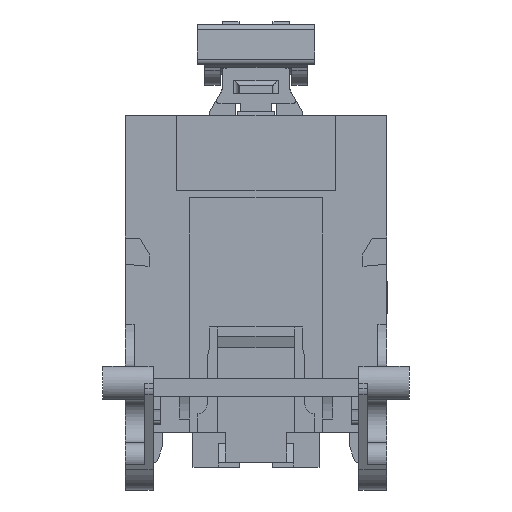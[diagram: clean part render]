
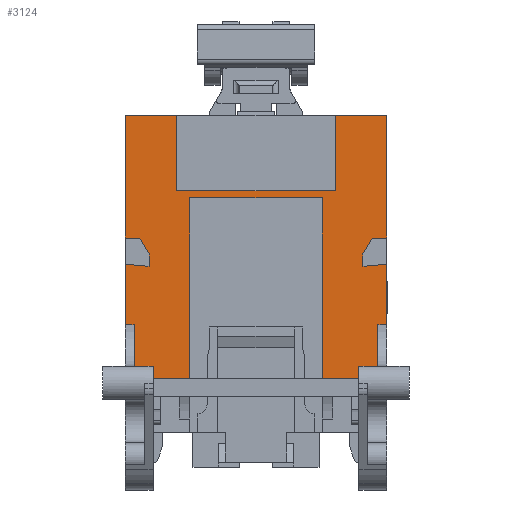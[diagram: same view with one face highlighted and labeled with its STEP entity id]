
A CAD part, front view. The second image highlights one B-rep face of the part: STEP entity #3124.
In plain terms, the highlighted face is planar.
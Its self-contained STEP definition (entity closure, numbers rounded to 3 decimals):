
#3124=ADVANCED_FACE('',(#7959),#5714,.T.);
#5714=PLANE('',#48492);
#7959=FACE_OUTER_BOUND('',#10527,.T.);
#10527=EDGE_LOOP('',(#15008,#15009,#15010,#15011,#15012,#15013,#15014,#15015,
#15016,#15017,#15018,#15019,#15020,#15021,#15022,#15023,#15024,#15025,#15026,
#15027,#15028,#15029,#15030,#15031,#15032,#15033,#15034,#15035,#15036,#15037));
#15008=ORIENTED_EDGE('',*,*,#31615,.T.);
#15009=ORIENTED_EDGE('',*,*,#31616,.T.);
#15010=ORIENTED_EDGE('',*,*,#31617,.T.);
#15011=ORIENTED_EDGE('',*,*,#31618,.T.);
#15012=ORIENTED_EDGE('',*,*,#31619,.F.);
#15013=ORIENTED_EDGE('',*,*,#31463,.F.);
#15014=ORIENTED_EDGE('',*,*,#31620,.T.);
#15015=ORIENTED_EDGE('',*,*,#31449,.F.);
#15016=ORIENTED_EDGE('',*,*,#31621,.F.);
#15017=ORIENTED_EDGE('',*,*,#31622,.F.);
#15018=ORIENTED_EDGE('',*,*,#31474,.T.);
#15019=ORIENTED_EDGE('',*,*,#31623,.F.);
#15020=ORIENTED_EDGE('',*,*,#31466,.T.);
#15021=ORIENTED_EDGE('',*,*,#31624,.F.);
#15022=ORIENTED_EDGE('',*,*,#31625,.T.);
#15023=ORIENTED_EDGE('',*,*,#31626,.F.);
#15024=ORIENTED_EDGE('',*,*,#31627,.F.);
#15025=ORIENTED_EDGE('',*,*,#31458,.F.);
#15026=ORIENTED_EDGE('',*,*,#31628,.T.);
#15027=ORIENTED_EDGE('',*,*,#31629,.T.);
#15028=ORIENTED_EDGE('',*,*,#31630,.T.);
#15029=ORIENTED_EDGE('',*,*,#31631,.T.);
#15030=ORIENTED_EDGE('',*,*,#31632,.T.);
#15031=ORIENTED_EDGE('',*,*,#31633,.T.);
#15032=ORIENTED_EDGE('',*,*,#31634,.T.);
#15033=ORIENTED_EDGE('',*,*,#31635,.F.);
#15034=ORIENTED_EDGE('',*,*,#31636,.F.);
#15035=ORIENTED_EDGE('',*,*,#31637,.T.);
#15036=ORIENTED_EDGE('',*,*,#31638,.T.);
#15037=ORIENTED_EDGE('',*,*,#31639,.F.);
#26861=VERTEX_POINT('',#65812);
#26863=VERTEX_POINT('',#65815);
#26871=VERTEX_POINT('',#65834);
#26872=VERTEX_POINT('',#65835);
#26875=VERTEX_POINT('',#65843);
#26876=VERTEX_POINT('',#65845);
#26877=VERTEX_POINT('',#65849);
#26878=VERTEX_POINT('',#65851);
#26884=VERTEX_POINT('',#65866);
#26885=VERTEX_POINT('',#65867);
#27020=VERTEX_POINT('',#66162);
#27021=VERTEX_POINT('',#66163);
#27022=VERTEX_POINT('',#66165);
#27023=VERTEX_POINT('',#66167);
#27024=VERTEX_POINT('',#66169);
#27025=VERTEX_POINT('',#66173);
#27026=VERTEX_POINT('',#66177);
#27027=VERTEX_POINT('',#66179);
#27028=VERTEX_POINT('',#66181);
#27029=VERTEX_POINT('',#66184);
#27030=VERTEX_POINT('',#66186);
#27031=VERTEX_POINT('',#66188);
#27032=VERTEX_POINT('',#66190);
#27033=VERTEX_POINT('',#66192);
#27034=VERTEX_POINT('',#66194);
#27035=VERTEX_POINT('',#66196);
#27036=VERTEX_POINT('',#66198);
#27037=VERTEX_POINT('',#66200);
#27038=VERTEX_POINT('',#66202);
#27039=VERTEX_POINT('',#66204);
#31449=EDGE_CURVE('',#26861,#26863,#37812,.T.);
#31458=EDGE_CURVE('',#26871,#26872,#37821,.T.);
#31463=EDGE_CURVE('',#26875,#26876,#37823,.T.);
#31466=EDGE_CURVE('',#26878,#26877,#37825,.T.);
#31474=EDGE_CURVE('',#26884,#26885,#37832,.T.);
#31615=EDGE_CURVE('',#27020,#27021,#37964,.T.);
#31616=EDGE_CURVE('',#27021,#27022,#37965,.T.);
#31617=EDGE_CURVE('',#27022,#27023,#37966,.T.);
#31618=EDGE_CURVE('',#27023,#27024,#37967,.T.);
#31619=EDGE_CURVE('',#26876,#27024,#37968,.T.);
#31620=EDGE_CURVE('',#26875,#26863,#37969,.T.);
#31621=EDGE_CURVE('',#27025,#26861,#37970,.T.);
#31622=EDGE_CURVE('',#26884,#27025,#37971,.T.);
#31623=EDGE_CURVE('',#26878,#26885,#37972,.T.);
#31624=EDGE_CURVE('',#27026,#26877,#37973,.T.);
#31625=EDGE_CURVE('',#27026,#27027,#37974,.T.);
#31626=EDGE_CURVE('',#27028,#27027,#37975,.T.);
#31627=EDGE_CURVE('',#26872,#27028,#37976,.T.);
#31628=EDGE_CURVE('',#26871,#27029,#37977,.T.);
#31629=EDGE_CURVE('',#27029,#27030,#37978,.T.);
#31630=EDGE_CURVE('',#27030,#27031,#37979,.T.);
#31631=EDGE_CURVE('',#27031,#27032,#37980,.T.);
#31632=EDGE_CURVE('',#27032,#27033,#37981,.T.);
#31633=EDGE_CURVE('',#27033,#27034,#37982,.T.);
#31634=EDGE_CURVE('',#27034,#27035,#37983,.T.);
#31635=EDGE_CURVE('',#27036,#27035,#37984,.T.);
#31636=EDGE_CURVE('',#27037,#27036,#37985,.T.);
#31637=EDGE_CURVE('',#27037,#27038,#37986,.T.);
#31638=EDGE_CURVE('',#27038,#27039,#37987,.T.);
#31639=EDGE_CURVE('',#27020,#27039,#37988,.T.);
#37812=LINE('',#65814,#43412);
#37821=LINE('',#65833,#43421);
#37823=LINE('',#65844,#43423);
#37825=LINE('',#65850,#43425);
#37832=LINE('',#65865,#43432);
#37964=LINE('',#66161,#43564);
#37965=LINE('',#66164,#43565);
#37966=LINE('',#66166,#43566);
#37967=LINE('',#66168,#43567);
#37968=LINE('',#66170,#43568);
#37969=LINE('',#66171,#43569);
#37970=LINE('',#66172,#43570);
#37971=LINE('',#66174,#43571);
#37972=LINE('',#66175,#43572);
#37973=LINE('',#66176,#43573);
#37974=LINE('',#66178,#43574);
#37975=LINE('',#66180,#43575);
#37976=LINE('',#66182,#43576);
#37977=LINE('',#66183,#43577);
#37978=LINE('',#66185,#43578);
#37979=LINE('',#66187,#43579);
#37980=LINE('',#66189,#43580);
#37981=LINE('',#66191,#43581);
#37982=LINE('',#66193,#43582);
#37983=LINE('',#66195,#43583);
#37984=LINE('',#66197,#43584);
#37985=LINE('',#66199,#43585);
#37986=LINE('',#66201,#43586);
#37987=LINE('',#66203,#43587);
#37988=LINE('',#66205,#43588);
#43412=VECTOR('',#53252,1.);
#43421=VECTOR('',#53265,1.);
#43423=VECTOR('',#53275,1.);
#43425=VECTOR('',#53281,1.);
#43432=VECTOR('',#53292,1.);
#43564=VECTOR('',#53440,1.);
#43565=VECTOR('',#53441,1.);
#43566=VECTOR('',#53442,1.);
#43567=VECTOR('',#53443,1.);
#43568=VECTOR('',#53444,1.);
#43569=VECTOR('',#53445,1.);
#43570=VECTOR('',#53446,1.);
#43571=VECTOR('',#53447,1.);
#43572=VECTOR('',#53448,1.);
#43573=VECTOR('',#53449,1.);
#43574=VECTOR('',#53450,1.);
#43575=VECTOR('',#53451,1.);
#43576=VECTOR('',#53452,1.);
#43577=VECTOR('',#53453,1.);
#43578=VECTOR('',#53454,1.);
#43579=VECTOR('',#53455,1.);
#43580=VECTOR('',#53456,1.);
#43581=VECTOR('',#53457,1.);
#43582=VECTOR('',#53458,1.);
#43583=VECTOR('',#53459,1.);
#43584=VECTOR('',#53460,1.);
#43585=VECTOR('',#53461,1.);
#43586=VECTOR('',#53462,1.);
#43587=VECTOR('',#53463,1.);
#43588=VECTOR('',#53464,1.);
#48492=AXIS2_PLACEMENT_3D('',#66206,#53465,#53466);
#53252=DIRECTION('',(-1.,0.,0.));
#53265=DIRECTION('',(-1.,0.,0.));
#53275=DIRECTION('',(-1.,0.,0.));
#53281=DIRECTION('',(0.,-1.,0.));
#53292=DIRECTION('',(0.,1.,0.));
#53440=DIRECTION('',(1.,0.,0.));
#53441=DIRECTION('',(0.5,-0.866,0.));
#53442=DIRECTION('',(0.,-1.,0.));
#53443=DIRECTION('',(-0.996,0.087,0.));
#53444=DIRECTION('',(0.,1.,0.));
#53445=DIRECTION('',(0.,-1.,0.));
#53446=DIRECTION('',(0.,1.,0.));
#53447=DIRECTION('',(-1.,0.,0.));
#53448=DIRECTION('',(-1.,0.,0.));
#53449=DIRECTION('',(-1.,0.,0.));
#53450=DIRECTION('',(0.,1.,0.));
#53451=DIRECTION('',(-1.,0.,0.));
#53452=DIRECTION('',(0.,-1.,0.));
#53453=DIRECTION('',(0.,1.,0.));
#53454=DIRECTION('',(-0.996,-0.087,0.));
#53455=DIRECTION('',(0.,1.,0.));
#53456=DIRECTION('',(0.5,0.866,0.));
#53457=DIRECTION('',(1.,0.,0.));
#53458=DIRECTION('',(0.,1.,0.));
#53459=DIRECTION('',(-1.,0.,0.));
#53460=DIRECTION('',(0.,1.,0.));
#53461=DIRECTION('',(1.,0.,0.));
#53462=DIRECTION('',(0.,1.,0.));
#53463=DIRECTION('',(-1.,0.,0.));
#53464=DIRECTION('',(0.,1.,0.));
#53465=DIRECTION('',(0.,0.,1.));
#53466=DIRECTION('',(1.,0.,0.));
#65812=CARTESIAN_POINT('',(-10.,6.45,4.6));
#65814=CARTESIAN_POINT('',(11.85,6.45,4.6));
#65815=CARTESIAN_POINT('',(-11.85,6.45,4.6));
#65833=CARTESIAN_POINT('',(12.7,10.45,4.6));
#65834=CARTESIAN_POINT('',(12.7,10.45,4.6));
#65835=CARTESIAN_POINT('',(11.85,10.45,4.6));
#65843=CARTESIAN_POINT('',(-11.85,10.45,4.6));
#65844=CARTESIAN_POINT('',(12.7,10.45,4.6));
#65845=CARTESIAN_POINT('',(-12.7,10.45,4.6));
#65849=CARTESIAN_POINT('',(6.45,5.25,4.6));
#65850=CARTESIAN_POINT('',(6.45,10.45,4.6));
#65851=CARTESIAN_POINT('',(6.45,22.8,4.6));
#65865=CARTESIAN_POINT('',(-6.45,10.45,4.6));
#65866=CARTESIAN_POINT('',(-6.45,5.25,4.6));
#65867=CARTESIAN_POINT('',(-6.45,22.8,4.6));
#66161=CARTESIAN_POINT('',(-12.7,18.9,4.6));
#66162=CARTESIAN_POINT('',(-12.7,18.9,4.6));
#66163=CARTESIAN_POINT('',(-11.295,18.9,4.6));
#66164=CARTESIAN_POINT('',(-11.295,18.9,4.6));
#66165=CARTESIAN_POINT('',(-10.4,17.35,4.6));
#66166=CARTESIAN_POINT('',(-10.4,17.35,4.6));
#66167=CARTESIAN_POINT('',(-10.4,16.149,4.6));
#66168=CARTESIAN_POINT('',(-10.4,16.149,4.6));
#66169=CARTESIAN_POINT('',(-12.7,16.35,4.6));
#66170=CARTESIAN_POINT('',(-12.7,10.45,4.6));
#66171=CARTESIAN_POINT('',(-11.85,10.45,4.6));
#66172=CARTESIAN_POINT('',(-10.,5.25,4.6));
#66173=CARTESIAN_POINT('',(-10.,5.25,4.6));
#66174=CARTESIAN_POINT('',(10.,5.25,4.6));
#66175=CARTESIAN_POINT('',(12.7,22.8,4.6));
#66176=CARTESIAN_POINT('',(10.,5.25,4.6));
#66177=CARTESIAN_POINT('',(10.,5.25,4.6));
#66178=CARTESIAN_POINT('',(10.,5.25,4.6));
#66179=CARTESIAN_POINT('',(10.,6.45,4.6));
#66180=CARTESIAN_POINT('',(11.85,6.45,4.6));
#66181=CARTESIAN_POINT('',(11.85,6.45,4.6));
#66182=CARTESIAN_POINT('',(11.85,10.45,4.6));
#66183=CARTESIAN_POINT('',(12.7,10.45,4.6));
#66184=CARTESIAN_POINT('',(12.7,16.35,4.6));
#66185=CARTESIAN_POINT('',(12.7,16.35,4.6));
#66186=CARTESIAN_POINT('',(10.4,16.149,4.6));
#66187=CARTESIAN_POINT('',(10.4,16.149,4.6));
#66188=CARTESIAN_POINT('',(10.4,17.35,4.6));
#66189=CARTESIAN_POINT('',(10.4,17.35,4.6));
#66190=CARTESIAN_POINT('',(11.295,18.9,4.6));
#66191=CARTESIAN_POINT('',(11.295,18.9,4.6));
#66192=CARTESIAN_POINT('',(12.7,18.9,4.6));
#66193=CARTESIAN_POINT('',(12.7,10.45,4.6));
#66194=CARTESIAN_POINT('',(12.7,30.85,4.6));
#66195=CARTESIAN_POINT('',(12.7,30.85,4.6));
#66196=CARTESIAN_POINT('',(7.7,30.85,4.6));
#66197=CARTESIAN_POINT('',(7.7,23.5,4.6));
#66198=CARTESIAN_POINT('',(7.7,23.5,4.6));
#66199=CARTESIAN_POINT('',(-7.7,23.5,4.6));
#66200=CARTESIAN_POINT('',(-7.7,23.5,4.6));
#66201=CARTESIAN_POINT('',(-7.7,23.5,4.6));
#66202=CARTESIAN_POINT('',(-7.7,30.85,4.6));
#66203=CARTESIAN_POINT('',(12.7,30.85,4.6));
#66204=CARTESIAN_POINT('',(-12.7,30.85,4.6));
#66205=CARTESIAN_POINT('',(-12.7,10.45,4.6));
#66206=CARTESIAN_POINT('',(12.7,10.45,4.6));
